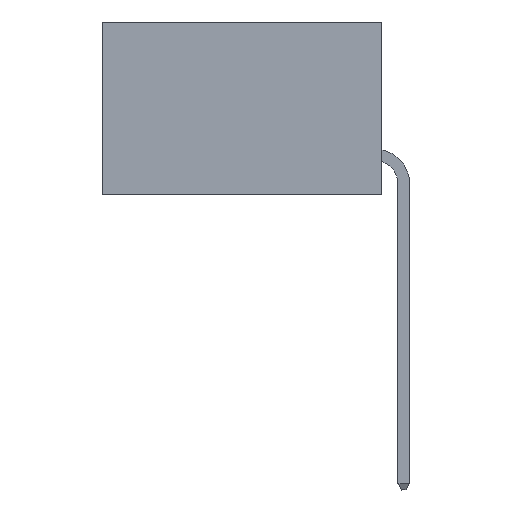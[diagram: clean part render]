
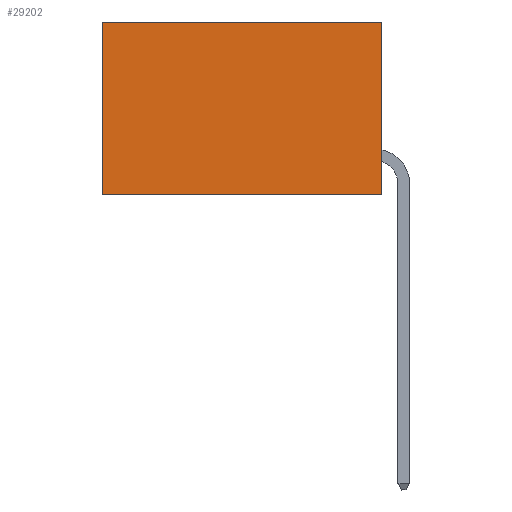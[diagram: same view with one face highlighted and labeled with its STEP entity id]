
A CAD part, left-side view. The second image highlights one B-rep face of the part: STEP entity #29202.
In plain terms, the highlighted planar face has unit normal (-1, 0, 0).
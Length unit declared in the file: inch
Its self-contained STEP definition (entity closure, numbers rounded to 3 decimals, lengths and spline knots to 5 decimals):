
#1238 = CARTESIAN_POINT ( 'NONE',  ( 0.2875, 0.6, 0. ) ) ;
#1518 = CARTESIAN_POINT ( 'NONE',  ( 0.2875, 0., 0. ) ) ;
#1855 = PLANE ( 'NONE',  #12260 ) ;
#5280 = CARTESIAN_POINT ( 'NONE',  ( 0.2875, 0.6, 0. ) ) ;
#5890 = EDGE_LOOP ( 'NONE', ( #5949, #34923, #27808, #7005 ) ) ;
#5949 = ORIENTED_EDGE ( 'NONE', *, *, #30684, .T. ) ;
#6255 = CARTESIAN_POINT ( 'NONE',  ( 0.2875, 0., 0. ) ) ;
#6373 = EDGE_CURVE ( 'NONE', #31857, #43427, #28488, .T. ) ;
#7005 = ORIENTED_EDGE ( 'NONE', *, *, #34935, .T. ) ;
#12260 = AXIS2_PLACEMENT_3D ( 'NONE', #1518, #20777, #20275 ) ;
#14236 = VERTEX_POINT ( 'NONE', #36638 ) ;
#17169 = LINE ( 'NONE', #6255, #34707 ) ;
#17341 = DIRECTION ( 'NONE',  ( 0., 0., -1. ) ) ;
#19072 = DIRECTION ( 'NONE',  ( 0., 1., 0. ) ) ;
#20275 = DIRECTION ( 'NONE',  ( 0., 0., -1. ) ) ;
#20777 = DIRECTION ( 'NONE',  ( 1., 0., 0. ) ) ;
#23123 = VECTOR ( 'NONE', #30633, 39.37008 ) ;
#24667 = FACE_OUTER_BOUND ( 'NONE', #5890, .T. ) ;
#25615 = VECTOR ( 'NONE', #46398, 39.37008 ) ;
#26193 = CARTESIAN_POINT ( 'NONE',  ( 0.2875, 0., -0.37 ) ) ;
#27293 = VECTOR ( 'NONE', #19072, 39.37008 ) ;
#27808 = ORIENTED_EDGE ( 'NONE', *, *, #34844, .F. ) ;
#28488 = LINE ( 'NONE', #26193, #27293 ) ;
#29202 = ADVANCED_FACE ( 'NONE', ( #24667 ), #1855, .F. ) ;
#30143 = LINE ( 'NONE', #35514, #25615 ) ;
#30633 = DIRECTION ( 'NONE',  ( 0., 0., -1. ) ) ;
#30684 = EDGE_CURVE ( 'NONE', #32965, #43427, #43045, .T. ) ;
#31857 = VERTEX_POINT ( 'NONE', #32895 ) ;
#32895 = CARTESIAN_POINT ( 'NONE',  ( 0.2875, 0., -0.37 ) ) ;
#32965 = VERTEX_POINT ( 'NONE', #1238 ) ;
#34707 = VECTOR ( 'NONE', #17341, 39.37008 ) ;
#34844 = EDGE_CURVE ( 'NONE', #14236, #31857, #17169, .T. ) ;
#34923 = ORIENTED_EDGE ( 'NONE', *, *, #6373, .F. ) ;
#34935 = EDGE_CURVE ( 'NONE', #14236, #32965, #30143, .T. ) ;
#35514 = CARTESIAN_POINT ( 'NONE',  ( 0.2875, 0., 0. ) ) ;
#36638 = CARTESIAN_POINT ( 'NONE',  ( 0.2875, 0., 0. ) ) ;
#37338 = CARTESIAN_POINT ( 'NONE',  ( 0.2875, 0.6, -0.37 ) ) ;
#43045 = LINE ( 'NONE', #5280, #23123 ) ;
#43427 = VERTEX_POINT ( 'NONE', #37338 ) ;
#46398 = DIRECTION ( 'NONE',  ( 0., 1., 0. ) ) ;
